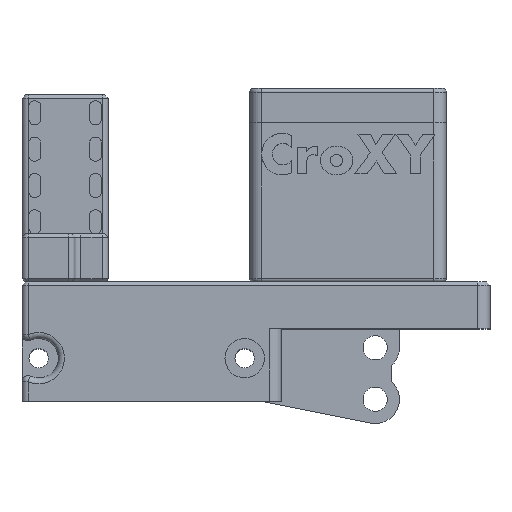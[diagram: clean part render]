
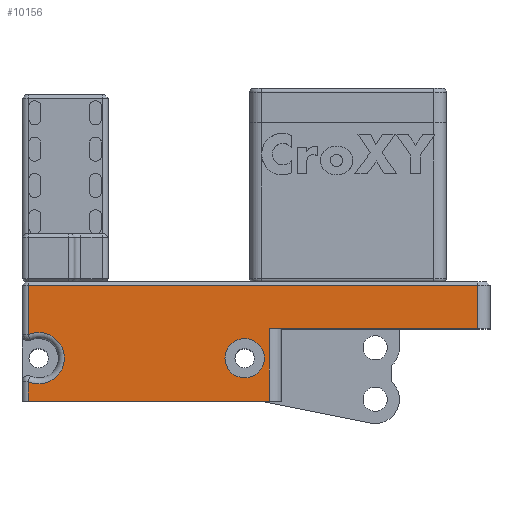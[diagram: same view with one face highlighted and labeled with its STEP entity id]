
A CAD part, top view. The second image highlights one B-rep face of the part: STEP entity #10156.
In plain terms, the highlighted planar face has unit normal (0, 0, 1).
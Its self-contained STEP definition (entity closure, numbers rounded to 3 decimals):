
#524=FACE_BOUND('',#2023,.T.);
#734=CIRCLE('',#10862,4.25);
#735=CIRCLE('',#10863,3.25);
#1032=PLANE('',#10861);
#1394=FACE_OUTER_BOUND('',#2022,.T.);
#2022=EDGE_LOOP('',(#7948,#7949,#7950,#7951,#7952,#7953,#7954,#7955));
#2023=EDGE_LOOP('',(#7956));
#2727=LINE('',#16103,#3590);
#2825=LINE('',#16433,#3688);
#2864=LINE('',#16552,#3727);
#2865=LINE('',#16555,#3728);
#2866=LINE('',#16559,#3729);
#2867=LINE('',#16561,#3730);
#2868=LINE('',#16562,#3731);
#3590=VECTOR('',#12046,10.);
#3688=VECTOR('',#12362,10.);
#3727=VECTOR('',#12455,10.);
#3728=VECTOR('',#12458,10.);
#3729=VECTOR('',#12461,10.);
#3730=VECTOR('',#12462,10.);
#3731=VECTOR('',#12463,10.);
#4514=VERTEX_POINT('',#16100);
#4515=VERTEX_POINT('',#16102);
#4637=VERTEX_POINT('',#16428);
#4638=VERTEX_POINT('',#16432);
#4672=VERTEX_POINT('',#16554);
#4673=VERTEX_POINT('',#16556);
#4674=VERTEX_POINT('',#16558);
#4675=VERTEX_POINT('',#16560);
#4676=VERTEX_POINT('',#16563);
#5638=EDGE_CURVE('',#4515,#4514,#2727,.F.);
#5803=EDGE_CURVE('',#4637,#4638,#2825,.T.);
#5855=EDGE_CURVE('',#4638,#4514,#2864,.T.);
#5856=EDGE_CURVE('',#4672,#4637,#2865,.T.);
#5857=EDGE_CURVE('',#4673,#4672,#734,.T.);
#5858=EDGE_CURVE('',#4674,#4673,#2866,.T.);
#5859=EDGE_CURVE('',#4674,#4675,#2867,.T.);
#5860=EDGE_CURVE('',#4515,#4675,#2868,.T.);
#5861=EDGE_CURVE('',#4676,#4676,#735,.T.);
#7948=ORIENTED_EDGE('',*,*,#5803,.F.);
#7949=ORIENTED_EDGE('',*,*,#5856,.F.);
#7950=ORIENTED_EDGE('',*,*,#5857,.F.);
#7951=ORIENTED_EDGE('',*,*,#5858,.F.);
#7952=ORIENTED_EDGE('',*,*,#5859,.T.);
#7953=ORIENTED_EDGE('',*,*,#5860,.F.);
#7954=ORIENTED_EDGE('',*,*,#5638,.T.);
#7955=ORIENTED_EDGE('',*,*,#5855,.F.);
#7956=ORIENTED_EDGE('',*,*,#5861,.T.);
#10156=ADVANCED_FACE('',(#1394,#524),#1032,.T.);
#10861=AXIS2_PLACEMENT_3D('',#16553,#12456,#12457);
#10862=AXIS2_PLACEMENT_3D('',#16557,#12459,#12460);
#10863=AXIS2_PLACEMENT_3D('',#16564,#12464,#12465);
#12046=DIRECTION('',(-1.,0.,0.));
#12362=DIRECTION('',(1.,0.,0.));
#12455=DIRECTION('',(0.,-1.,0.));
#12456=DIRECTION('center_axis',(0.,0.,1.));
#12457=DIRECTION('ref_axis',(-1.,0.,0.));
#12458=DIRECTION('',(0.,1.,0.));
#12459=DIRECTION('center_axis',(0.,0.,1.));
#12460=DIRECTION('ref_axis',(1.,0.,0.));
#12461=DIRECTION('',(0.,1.,0.));
#12462=DIRECTION('',(1.,0.,0.));
#12463=DIRECTION('',(0.,-1.,0.));
#12464=DIRECTION('center_axis',(0.,0.,-1.));
#12465=DIRECTION('ref_axis',(1.,0.,0.));
#16100=CARTESIAN_POINT('',(57.006,9.886,17.778));
#16102=CARTESIAN_POINT('',(22.543,9.886,17.778));
#16103=CARTESIAN_POINT('',(39.693,9.886,17.778));
#16428=CARTESIAN_POINT('',(-17.244,17.013,17.778));
#16432=CARTESIAN_POINT('',(57.006,17.013,17.778));
#16433=CARTESIAN_POINT('',(39.693,17.013,17.778));
#16552=CARTESIAN_POINT('',(57.006,17.613,17.778));
#16553=CARTESIAN_POINT('Origin',(59.006,17.613,17.778));
#16554=CARTESIAN_POINT('',(-17.244,8.877,17.778));
#16555=CARTESIAN_POINT('',(-17.244,17.613,17.778));
#16556=CARTESIAN_POINT('',(-17.244,1.131,17.778));
#16557=CARTESIAN_POINT('Origin',(-15.494,5.004,17.778));
#16558=CARTESIAN_POINT('',(-17.244,-2.114,17.778));
#16559=CARTESIAN_POINT('',(-17.244,17.613,17.778));
#16560=CARTESIAN_POINT('',(22.543,-2.114,17.778));
#16561=CARTESIAN_POINT('',(-18.244,-2.114,17.778));
#16562=CARTESIAN_POINT('',(22.543,17.613,17.778));
#16563=CARTESIAN_POINT('',(15.256,5.004,17.778));
#16564=CARTESIAN_POINT('Origin',(18.506,5.004,17.778));
